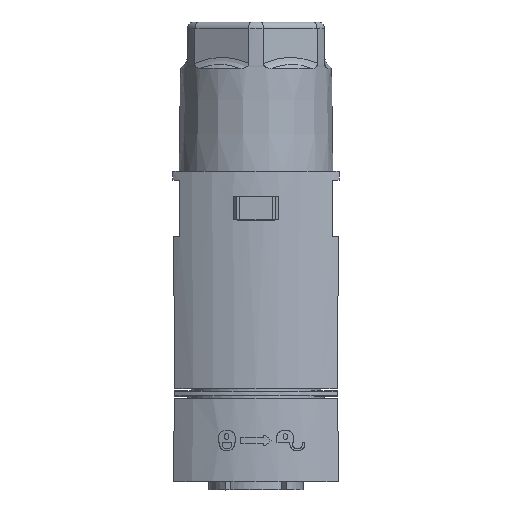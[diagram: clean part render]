
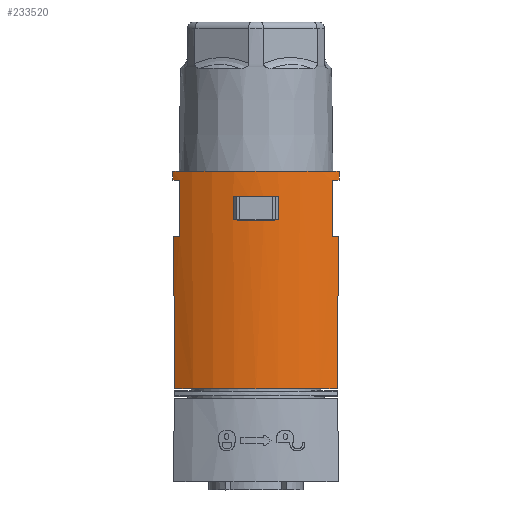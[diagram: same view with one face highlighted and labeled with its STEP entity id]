
A CAD part, front view. The second image highlights one B-rep face of the part: STEP entity #233520.
In plain terms, the highlighted cylindrical face has radius 27 mm (diameter 54 mm), a partial arc.
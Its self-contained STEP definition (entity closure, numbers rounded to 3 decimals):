
#221840=CARTESIAN_POINT('',(22.154,-0.346,
-8.1));
#221850=VERTEX_POINT('',#221840);
#231830=CARTESIAN_POINT('',(22.154,-5.8,
8.172));
#231840=VERTEX_POINT('',#231830);
#231870=CARTESIAN_POINT('',(22.154,-27.346,
-8.1));
#231880=DIRECTION('',(1.,0.,0.));
#231890=DIRECTION('',(0.,1.,
0.));
#231900=AXIS2_PLACEMENT_3D('',#231870,#231880,#231890);
#231910=CIRCLE('',#231900,27.);
#231920=EDGE_CURVE('',#221850,#231840,#231910,.T.);
#232040=CARTESIAN_POINT('',(-18.646,-27.346,
-8.1));
#232050=DIRECTION('',(-1.,0.,0.));
#232060=DIRECTION('',(0.,0.,-1.));
#232070=AXIS2_PLACEMENT_3D('',#232040,#232050,#232060);
#232080=CYLINDRICAL_SURFACE('',#232070,27.);
#232090=CARTESIAN_POINT('',(-1842.456,-27.346,
-8.1));
#232100=DIRECTION('',(0.009,0.,
1.));
#232110=DIRECTION('',(-1.,0.,
0.009));
#232120=AXIS2_PLACEMENT_3D('',#232090,#232100,#232110);
#232130=ELLIPSE('',#232120,3094.011,27.);
#232140=CARTESIAN_POINT('',(9.354,-5.716,
-24.26));
#232150=VERTEX_POINT('',#232140);
#232160=CARTESIAN_POINT('',(-20.496,-5.524,
-24.));
#232170=VERTEX_POINT('',#232160);
#232180=EDGE_CURVE('',#232150,#232170,#232130,.T.);
#232190=ORIENTED_EDGE('',*,*,#232180,.T.);
#232200=CARTESIAN_POINT('',(9.354,-27.346,
-8.1));
#232210=DIRECTION('',(1.,0.,0.));
#232220=DIRECTION('',(0.,0.801,
-0.599));
#232230=AXIS2_PLACEMENT_3D('',#232200,#232210,#232220);
#232240=CIRCLE('',#232230,27.);
#232250=CARTESIAN_POINT('',(9.354,-4.863,
-23.05));
#232260=VERTEX_POINT('',#232250);
#232270=EDGE_CURVE('',#232150,#232260,#232240,.T.);
#232280=ORIENTED_EDGE('',*,*,#232270,.F.);
#232290=CARTESIAN_POINT('',(20.354,-4.863,
-23.05));
#232300=DIRECTION('',(-1.,0.,0.));
#232310=VECTOR('',#232300,1.);
#232320=LINE('',#232290,#232310);
#232330=CARTESIAN_POINT('',(20.354,-4.863,
-23.05));
#232340=VERTEX_POINT('',#232330);
#232350=EDGE_CURVE('',#232340,#232260,#232320,.T.);
#232360=ORIENTED_EDGE('',*,*,#232350,.T.);
#232370=CARTESIAN_POINT('',(20.354,-27.346,
-8.1));
#232380=DIRECTION('',(-1.,0.,0.));
#232390=DIRECTION('',(0.,0.833,
-0.554));
#232400=AXIS2_PLACEMENT_3D('',#232370,#232380,#232390);
#232410=CIRCLE('',#232400,27.);
#232420=CARTESIAN_POINT('',(20.354,-5.788,
-24.356));
#232430=VERTEX_POINT('',#232420);
#232440=EDGE_CURVE('',#232340,#232430,#232410,.T.);
#232450=ORIENTED_EDGE('',*,*,#232440,.F.);
#232460=CARTESIAN_POINT('',(-1842.456,-27.346,
-8.1));
#232470=DIRECTION('',(0.009,0.,
1.));
#232480=DIRECTION('',(-1.,0.,
0.009));
#232490=AXIS2_PLACEMENT_3D('',#232460,#232470,#232480);
#232500=ELLIPSE('',#232490,3094.011,27.);
#232510=CARTESIAN_POINT('',(22.154,-5.8,
-24.372));
#232520=VERTEX_POINT('',#232510);
#232530=EDGE_CURVE('',#232520,#232430,#232500,.T.);
#232540=ORIENTED_EDGE('',*,*,#232530,.T.);
#232550=CARTESIAN_POINT('',(22.154,-27.346,
-8.1));
#232560=DIRECTION('',(1.,0.,0.));
#232570=DIRECTION('',(0.,0.798,
-0.603));
#232580=AXIS2_PLACEMENT_3D('',#232550,#232560,#232570);
#232590=CIRCLE('',#232580,27.);
#232600=EDGE_CURVE('',#232520,#221850,#232590,.T.);
#232610=ORIENTED_EDGE('',*,*,#232600,.F.);
#232620=ORIENTED_EDGE('',*,*,#231920,.F.);
#232630=CARTESIAN_POINT('',(-1842.456,-27.346,
-8.1));
#232640=DIRECTION('',(0.009,0.,
-1.));
#232650=DIRECTION('',(-1.,0.,
-0.009));
#232660=AXIS2_PLACEMENT_3D('',#232630,#232640,#232650);
#232670=ELLIPSE('',#232660,3094.011,27.);
#232680=CARTESIAN_POINT('',(20.354,-5.788,
8.157));
#232690=VERTEX_POINT('',#232680);
#232700=EDGE_CURVE('',#232690,#231840,#232670,.T.);
#232710=ORIENTED_EDGE('',*,*,#232700,.T.);
#232720=CARTESIAN_POINT('',(20.354,-27.346,
-8.1));
#232730=DIRECTION('',(-1.,0.,0.));
#232740=DIRECTION('',(0.,0.798,
0.602));
#232750=AXIS2_PLACEMENT_3D('',#232720,#232730,#232740);
#232760=CIRCLE('',#232750,27.);
#232770=CARTESIAN_POINT('',(20.354,-4.863,
6.85));
#232780=VERTEX_POINT('',#232770);
#232790=EDGE_CURVE('',#232690,#232780,#232760,.T.);
#232800=ORIENTED_EDGE('',*,*,#232790,.F.);
#232810=CARTESIAN_POINT('',(9.354,-4.863,
6.85));
#232820=DIRECTION('',(1.,0.,0.));
#232830=VECTOR('',#232820,1.);
#232840=LINE('',#232810,#232830);
#232850=CARTESIAN_POINT('',(9.354,-4.863,
6.85));
#232860=VERTEX_POINT('',#232850);
#232870=EDGE_CURVE('',#232860,#232780,#232840,.T.);
#232880=ORIENTED_EDGE('',*,*,#232870,.T.);
#232890=CARTESIAN_POINT('',(9.354,-27.346,
-8.1));
#232900=DIRECTION('',(1.,0.,0.));
#232910=DIRECTION('',(0.,0.833,
0.554));
#232920=AXIS2_PLACEMENT_3D('',#232890,#232900,#232910);
#232930=CIRCLE('',#232920,27.);
#232940=CARTESIAN_POINT('',(9.354,-5.716,
8.061));
#232950=VERTEX_POINT('',#232940);
#232960=EDGE_CURVE('',#232860,#232950,#232930,.T.);
#232970=ORIENTED_EDGE('',*,*,#232960,.F.);
#232980=CARTESIAN_POINT('',(-1842.456,-27.346,
-8.1));
#232990=DIRECTION('',(0.009,0.,
-1.));
#233000=DIRECTION('',(-1.,0.,
-0.009));
#233010=AXIS2_PLACEMENT_3D('',#232980,#232990,#233000);
#233020=ELLIPSE('',#233010,3094.011,27.);
#233030=CARTESIAN_POINT('',(-20.496,-5.524,
7.8));
#233040=VERTEX_POINT('',#233030);
#233050=EDGE_CURVE('',#233040,#232950,#233020,.T.);
#233060=ORIENTED_EDGE('',*,*,#233050,.T.);
#233070=CARTESIAN_POINT('',(-20.496,-27.346,
-8.1));
#233080=DIRECTION('',(-1.,0.,0.));
#233090=DIRECTION('',(0.,0.808,
0.589));
#233100=AXIS2_PLACEMENT_3D('',#233070,#233080,#233090);
#233110=CIRCLE('',#233100,27.);
#233120=EDGE_CURVE('',#233040,#232170,#233110,.T.);
#233130=ORIENTED_EDGE('',*,*,#233120,.F.);
#233140=EDGE_LOOP('',(#233130,#233060,#232970,#232880,#232800,#232710,
#232620,#232610,#232540,#232450,#232360,#232280,#232190));
#233150=FACE_OUTER_BOUND('',#233140,.T.);
#233160=CARTESIAN_POINT('',(12.58,-0.718,
-12.564));
#233170=DIRECTION('',(1.,0.,0.));
#233180=VECTOR('',#233170,1.);
#233190=LINE('',#233160,#233180);
#233200=CARTESIAN_POINT('',(12.58,-0.718,
-12.564));
#233210=VERTEX_POINT('',#233200);
#233220=CARTESIAN_POINT('',(17.127,-0.718,
-12.564));
#233230=VERTEX_POINT('',#233220);
#233240=EDGE_CURVE('',#233210,#233230,#233190,.T.);
#233250=ORIENTED_EDGE('',*,*,#233240,.T.);
#233260=CARTESIAN_POINT('',(13.045,-27.346,
-8.1));
#233270=DIRECTION('',(1.,0.017,
0.));
#233280=DIRECTION('',(0.017,-1.,
0.));
#233290=AXIS2_PLACEMENT_3D('',#233260,#233270,#233280);
#233300=ELLIPSE('',#233290,27.004,27.);
#233310=CARTESIAN_POINT('',(12.58,-0.718,
-3.635));
#233320=VERTEX_POINT('',#233310);
#233330=EDGE_CURVE('',#233210,#233320,#233300,.T.);
#233340=ORIENTED_EDGE('',*,*,#233330,.F.);
#233350=CARTESIAN_POINT('',(17.127,-0.718,
-3.635));
#233360=DIRECTION('',(-1.,0.,0.));
#233370=VECTOR('',#233360,1.);
#233380=LINE('',#233350,#233370);
#233390=CARTESIAN_POINT('',(17.127,-0.718,
-3.635));
#233400=VERTEX_POINT('',#233390);
#233410=EDGE_CURVE('',#233400,#233320,#233380,.T.);
#233420=ORIENTED_EDGE('',*,*,#233410,.T.);
#233430=CARTESIAN_POINT('',(16.662,-27.346,
-8.1));
#233440=DIRECTION('',(-1.,0.017,
0.));
#233450=DIRECTION('',(0.017,1.,
0.));
#233460=AXIS2_PLACEMENT_3D('',#233430,#233440,#233450);
#233470=ELLIPSE('',#233460,27.004,27.);
#233480=EDGE_CURVE('',#233400,#233230,#233470,.T.);
#233490=ORIENTED_EDGE('',*,*,#233480,.F.);
#233500=EDGE_LOOP('',(#233490,#233420,#233340,#233250));
#233510=FACE_BOUND('',#233500,.T.);
#233520=ADVANCED_FACE('',(#233150,#233510),#232080,.T.);
